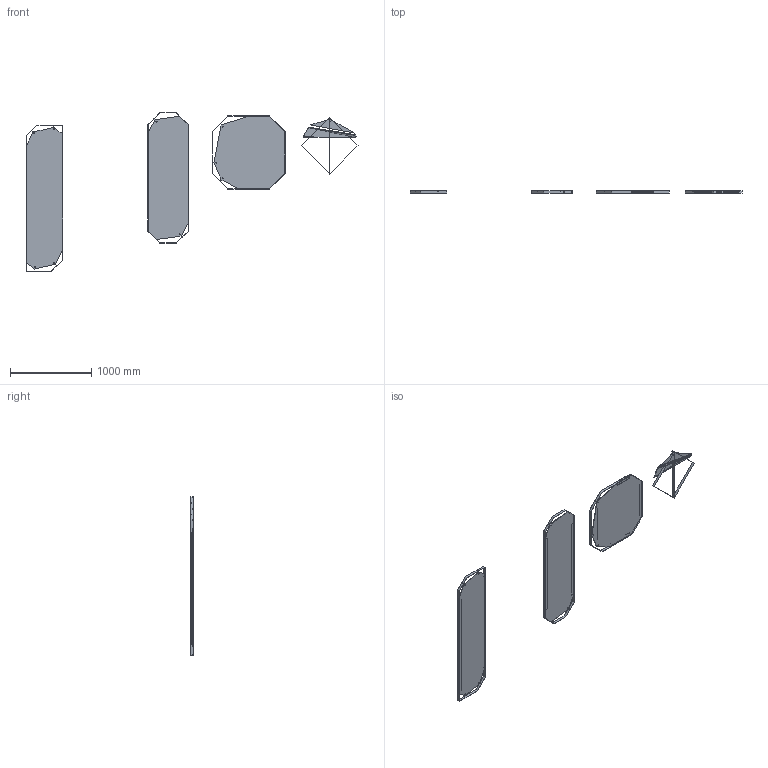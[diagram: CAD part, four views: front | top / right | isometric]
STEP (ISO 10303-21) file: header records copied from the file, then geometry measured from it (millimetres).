
FILE_DESCRIPTION(/* description */ (''),/* implementation_level */ '2;1');
FILE_NAME(/* name */ 'PINCH_~1',/* time_stamp */ '2018-06-29T16:29:11+02:00',/* author */ (''),/* organization */ (''),/* preprocessor_version */ 'ST-DEVELOPER v16.5',/* originating_system */ '',/* authorisation */ '');
FILE_SCHEMA (('CONFIG_CONTROL_DESIGN'));
Length unit declared in the file: millimetre
Products named in the file (1): Document
Bounding box: 4087.81 x 30 x 1951.6 mm (x, y, z)
Volume: 14844685 mm3; surface area: 7277783 mm2
Topology: 38 solids, 38 shells, 440 faces, 1223 edges, 825 vertices
Faces by surface type: bspline 240, plane 200
Entity records: 19843 total; most frequent: CARTESIAN_POINT 12557, ORIENTED_EDGE 2328, EDGE_CURVE 1164, VERTEX_POINT 788, B_SPLINE_CURVE_WITH_KNOTS 670, EDGE_LOOP 498, ADVANCED_FACE 440, FACE_OUTER_BOUND 440
